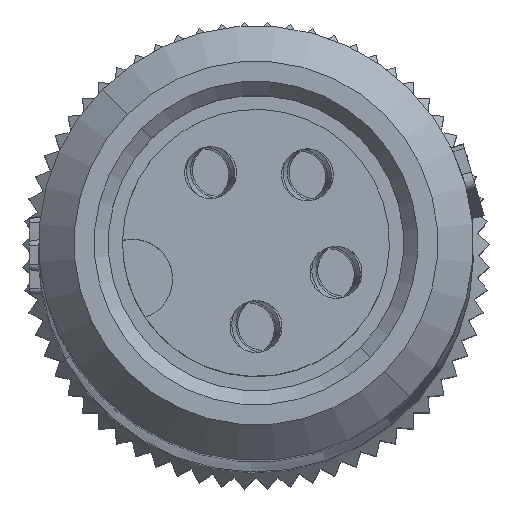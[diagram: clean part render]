
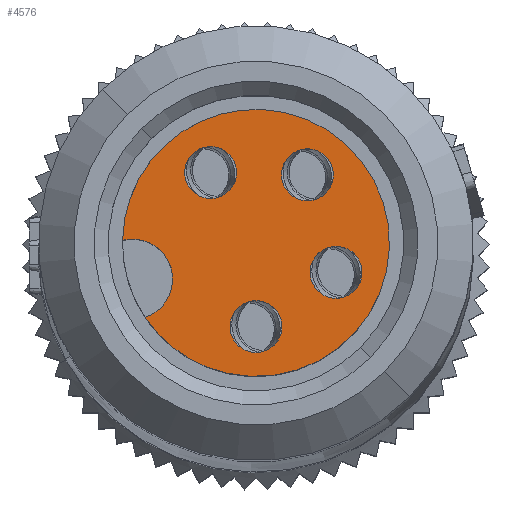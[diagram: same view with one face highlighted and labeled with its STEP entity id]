
A CAD part, top view. The second image highlights one B-rep face of the part: STEP entity #4576.
In plain terms, the highlighted planar face has unit normal (0, 0, 1).
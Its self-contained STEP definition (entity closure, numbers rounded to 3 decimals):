
#4402=AXIS2_PLACEMENT_3D('Circle Axis2P3D',#4400,#4401,$) ;
#4445=AXIS2_PLACEMENT_3D('Circle Axis2P3D',#4443,#4444,$) ;
#4473=AXIS2_PLACEMENT_3D('Circle Axis2P3D',#4471,#4472,$) ;
#4491=AXIS2_PLACEMENT_3D('Plane Axis2P3D',#4488,#4489,#4490) ;
#4495=AXIS2_PLACEMENT_3D('Circle Axis2P3D',#4493,#4494,$) ;
#4506=AXIS2_PLACEMENT_3D('Circle Axis2P3D',#4504,#4505,$) ;
#4515=AXIS2_PLACEMENT_3D('Circle Axis2P3D',#4513,#4514,$) ;
#4524=AXIS2_PLACEMENT_3D('Circle Axis2P3D',#4522,#4523,$) ;
#4533=AXIS2_PLACEMENT_3D('Circle Axis2P3D',#4531,#4532,$) ;
#4542=AXIS2_PLACEMENT_3D('Circle Axis2P3D',#4540,#4541,$) ;
#4551=AXIS2_PLACEMENT_3D('Circle Axis2P3D',#4549,#4550,$) ;
#4560=AXIS2_PLACEMENT_3D('Circle Axis2P3D',#4558,#4559,$) ;
#4569=AXIS2_PLACEMENT_3D('Circle Axis2P3D',#4567,#4568,$) ;
#4397=CARTESIAN_POINT('Vertex',(2.603,3.372,168.7)) ;
#4400=CARTESIAN_POINT('Axis2P3D Location',(2.333,4.179,168.7)) ;
#4404=CARTESIAN_POINT('Vertex',(2.123,5.002,168.7)) ;
#4443=CARTESIAN_POINT('Axis2P3D Location',(4.948,4.948,168.7)) ;
#4447=CARTESIAN_POINT('Vertex',(5.547,7.708,168.7)) ;
#4468=CARTESIAN_POINT('Vertex',(4.348,2.187,168.7)) ;
#4471=CARTESIAN_POINT('Axis2P3D Location',(4.948,4.948,168.7)) ;
#4488=CARTESIAN_POINT('Axis2P3D Location',(4.151,7.658,168.7)) ;
#4493=CARTESIAN_POINT('Axis2P3D Location',(4.948,4.948,168.7)) ;
#4504=CARTESIAN_POINT('Axis2P3D Location',(3.988,6.437,168.7)) ;
#4508=CARTESIAN_POINT('Vertex',(4.377,6.827,168.7)) ;
#4510=CARTESIAN_POINT('Vertex',(3.6,6.048,168.7)) ;
#4513=CARTESIAN_POINT('Axis2P3D Location',(3.988,6.437,168.7)) ;
#4522=CARTESIAN_POINT('Axis2P3D Location',(4.948,3.176,168.7)) ;
#4526=CARTESIAN_POINT('Vertex',(4.559,2.786,168.7)) ;
#4528=CARTESIAN_POINT('Vertex',(5.336,3.565,168.7)) ;
#4531=CARTESIAN_POINT('Axis2P3D Location',(4.948,3.176,168.7)) ;
#4540=CARTESIAN_POINT('Axis2P3D Location',(6.035,6.388,168.7)) ;
#4544=CARTESIAN_POINT('Vertex',(5.647,5.999,168.7)) ;
#4546=CARTESIAN_POINT('Vertex',(6.424,6.777,168.7)) ;
#4549=CARTESIAN_POINT('Axis2P3D Location',(6.035,6.388,168.7)) ;
#4558=CARTESIAN_POINT('Axis2P3D Location',(6.642,4.325,168.7)) ;
#4562=CARTESIAN_POINT('Vertex',(6.253,3.936,168.7)) ;
#4564=CARTESIAN_POINT('Vertex',(7.031,4.715,168.7)) ;
#4567=CARTESIAN_POINT('Axis2P3D Location',(6.642,4.325,168.7)) ;
#4401=DIRECTION('Axis2P3D Direction',(0.,0.,1.)) ;
#4444=DIRECTION('Axis2P3D Direction',(0.,0.,-1.)) ;
#4472=DIRECTION('Axis2P3D Direction',(0.,0.,-1.)) ;
#4489=DIRECTION('Axis2P3D Direction',(0.,0.,-1.)) ;
#4490=DIRECTION('Axis2P3D XDirection',(0.959,0.282,0.)) ;
#4494=DIRECTION('Axis2P3D Direction',(0.,0.,-1.)) ;
#4505=DIRECTION('Axis2P3D Direction',(0.,0.,-1.)) ;
#4514=DIRECTION('Axis2P3D Direction',(0.,0.,-1.)) ;
#4523=DIRECTION('Axis2P3D Direction',(0.,0.,-1.)) ;
#4532=DIRECTION('Axis2P3D Direction',(0.,0.,-1.)) ;
#4541=DIRECTION('Axis2P3D Direction',(0.,0.,-1.)) ;
#4550=DIRECTION('Axis2P3D Direction',(0.,0.,-1.)) ;
#4559=DIRECTION('Axis2P3D Direction',(0.,0.,-1.)) ;
#4568=DIRECTION('Axis2P3D Direction',(0.,0.,-1.)) ;
#4499=ORIENTED_EDGE('',*,*,#4406,.F.) ;
#4500=ORIENTED_EDGE('',*,*,#4475,.F.) ;
#4501=ORIENTED_EDGE('',*,*,#4497,.F.) ;
#4502=ORIENTED_EDGE('',*,*,#4449,.F.) ;
#4519=ORIENTED_EDGE('',*,*,#4512,.F.) ;
#4520=ORIENTED_EDGE('',*,*,#4517,.F.) ;
#4537=ORIENTED_EDGE('',*,*,#4530,.F.) ;
#4538=ORIENTED_EDGE('',*,*,#4535,.F.) ;
#4555=ORIENTED_EDGE('',*,*,#4548,.F.) ;
#4556=ORIENTED_EDGE('',*,*,#4553,.F.) ;
#4573=ORIENTED_EDGE('',*,*,#4566,.F.) ;
#4574=ORIENTED_EDGE('',*,*,#4571,.F.) ;
#4521=FACE_BOUND('',#4518,.T.) ;
#4539=FACE_BOUND('',#4536,.T.) ;
#4557=FACE_BOUND('',#4554,.T.) ;
#4575=FACE_BOUND('',#4572,.T.) ;
#4576=ADVANCED_FACE('Hauptk\X2\00F6\X0\rper',(#4503,#4521,#4539,#4557,#4575),#4492,.F.) ;
#4403=CIRCLE('generated circle',#4402,0.85) ;
#4446=CIRCLE('generated circle',#4445,2.825) ;
#4474=CIRCLE('generated circle',#4473,2.825) ;
#4496=CIRCLE('generated circle',#4495,2.825) ;
#4507=CIRCLE('generated circle',#4506,0.55) ;
#4516=CIRCLE('generated circle',#4515,0.55) ;
#4525=CIRCLE('generated circle',#4524,0.55) ;
#4534=CIRCLE('generated circle',#4533,0.55) ;
#4543=CIRCLE('generated circle',#4542,0.55) ;
#4552=CIRCLE('generated circle',#4551,0.55) ;
#4561=CIRCLE('generated circle',#4560,0.55) ;
#4570=CIRCLE('generated circle',#4569,0.55) ;
#4406=EDGE_CURVE('',#4398,#4405,#4403,.T.) ;
#4449=EDGE_CURVE('',#4405,#4448,#4446,.T.) ;
#4475=EDGE_CURVE('',#4469,#4398,#4474,.T.) ;
#4497=EDGE_CURVE('',#4448,#4469,#4496,.T.) ;
#4512=EDGE_CURVE('',#4509,#4511,#4507,.F.) ;
#4517=EDGE_CURVE('',#4511,#4509,#4516,.F.) ;
#4530=EDGE_CURVE('',#4527,#4529,#4525,.F.) ;
#4535=EDGE_CURVE('',#4529,#4527,#4534,.F.) ;
#4548=EDGE_CURVE('',#4545,#4547,#4543,.F.) ;
#4553=EDGE_CURVE('',#4547,#4545,#4552,.F.) ;
#4566=EDGE_CURVE('',#4563,#4565,#4561,.F.) ;
#4571=EDGE_CURVE('',#4565,#4563,#4570,.F.) ;
#4498=EDGE_LOOP('',(#4499,#4500,#4501,#4502)) ;
#4518=EDGE_LOOP('',(#4519,#4520)) ;
#4536=EDGE_LOOP('',(#4537,#4538)) ;
#4554=EDGE_LOOP('',(#4555,#4556)) ;
#4572=EDGE_LOOP('',(#4573,#4574)) ;
#4503=FACE_OUTER_BOUND('',#4498,.T.) ;
#4492=PLANE('',#4491) ;
#4398=VERTEX_POINT('',#4397) ;
#4405=VERTEX_POINT('',#4404) ;
#4448=VERTEX_POINT('',#4447) ;
#4469=VERTEX_POINT('',#4468) ;
#4509=VERTEX_POINT('',#4508) ;
#4511=VERTEX_POINT('',#4510) ;
#4527=VERTEX_POINT('',#4526) ;
#4529=VERTEX_POINT('',#4528) ;
#4545=VERTEX_POINT('',#4544) ;
#4547=VERTEX_POINT('',#4546) ;
#4563=VERTEX_POINT('',#4562) ;
#4565=VERTEX_POINT('',#4564) ;
